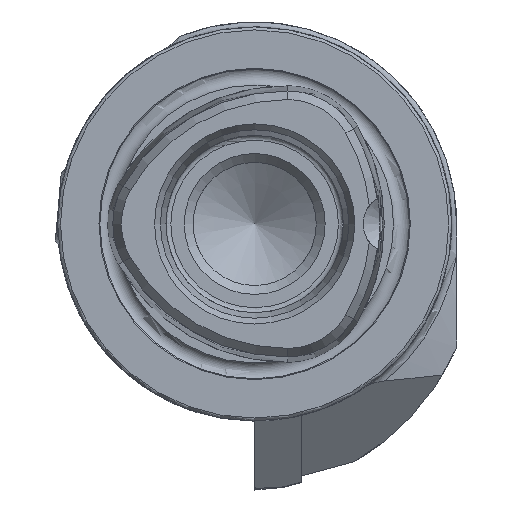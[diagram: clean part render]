
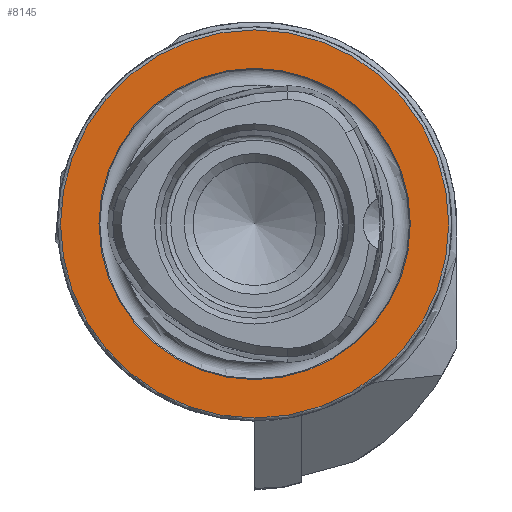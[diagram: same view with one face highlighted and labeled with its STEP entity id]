
A CAD part, left-side view. The second image highlights one B-rep face of the part: STEP entity #8145.
In plain terms, the highlighted planar face has unit normal (-1, 0, 0).
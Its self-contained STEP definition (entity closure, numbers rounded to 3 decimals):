
#110 = CARTESIAN_POINT ( 'NONE',  ( 0., 0., 19.7 ) ) ;
#432 = VERTEX_POINT ( 'NONE', #8294 ) ;
#1139 = VERTEX_POINT ( 'NONE', #110 ) ;
#1146 = DIRECTION ( 'NONE',  ( 0., 0., -1. ) ) ;
#1550 = AXIS2_PLACEMENT_3D ( 'NONE', #3150, #5386, #2498 ) ;
#1916 = CARTESIAN_POINT ( 'NONE',  ( 0., 15.8, 0. ) ) ;
#2019 = EDGE_LOOP ( 'NONE', ( #2844 ) ) ;
#2498 = DIRECTION ( 'NONE',  ( 0., 0., 1. ) ) ;
#2569 = AXIS2_PLACEMENT_3D ( 'NONE', #9200, #6204, #6948 ) ;
#2844 = ORIENTED_EDGE ( 'NONE', *, *, #7121, .F. ) ;
#3150 = CARTESIAN_POINT ( 'NONE',  ( 0., 0., 0. ) ) ;
#3834 = ORIENTED_EDGE ( 'NONE', *, *, #4870, .T. ) ;
#4870 = EDGE_CURVE ( 'NONE', #1139, #1139, #6142, .T. ) ;
#5198 = EDGE_LOOP ( 'NONE', ( #3834 ) ) ;
#5386 = DIRECTION ( 'NONE',  ( -1., 0., 0. ) ) ;
#5589 = PLANE ( 'NONE',  #7796 ) ;
#5621 = FACE_BOUND ( 'NONE', #2019, .T. ) ;
#6142 = CIRCLE ( 'NONE', #1550, 19.7 ) ;
#6204 = DIRECTION ( 'NONE',  ( -1., 0., 0. ) ) ;
#6332 = FACE_OUTER_BOUND ( 'NONE', #5198, .T. ) ;
#6948 = DIRECTION ( 'NONE',  ( 0., 0., 1. ) ) ;
#6970 = CIRCLE ( 'NONE', #2569, 15.8 ) ;
#7121 = EDGE_CURVE ( 'NONE', #432, #432, #6970, .T. ) ;
#7796 = AXIS2_PLACEMENT_3D ( 'NONE', #1916, #8578, #1146 ) ;
#8145 = ADVANCED_FACE ( 'NONE', ( #5621, #6332 ), #5589, .F. ) ;
#8294 = CARTESIAN_POINT ( 'NONE',  ( 0., 0., 15.8 ) ) ;
#8578 = DIRECTION ( 'NONE',  ( 1., 0., 0. ) ) ;
#9200 = CARTESIAN_POINT ( 'NONE',  ( 0., 0., 0. ) ) ;
